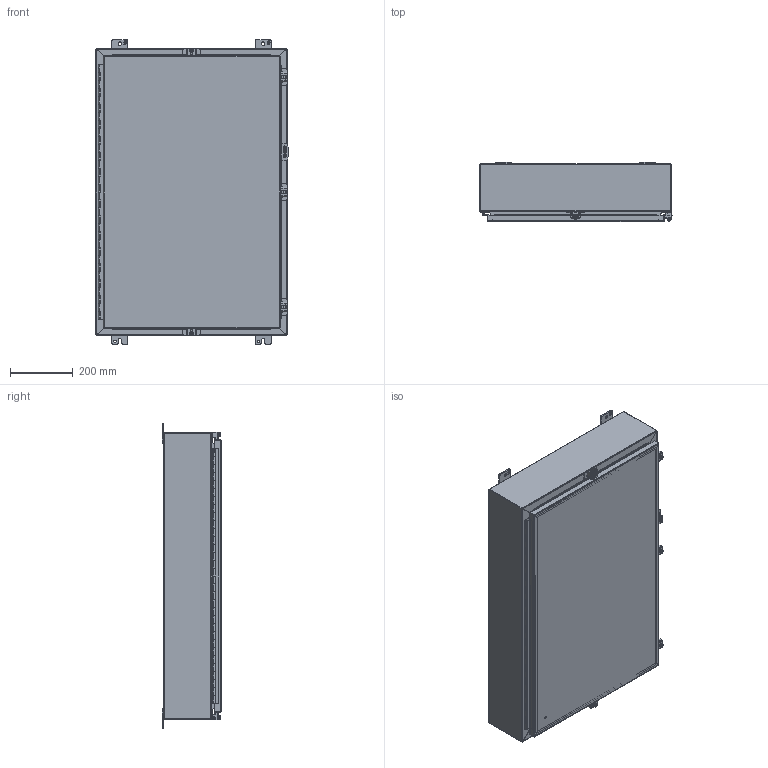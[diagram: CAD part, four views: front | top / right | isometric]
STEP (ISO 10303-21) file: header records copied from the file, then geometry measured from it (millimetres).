
FILE_DESCRIPTION (( 'STEP AP203' ), '1' );
FILE_NAME ('1418N4L6_Default.step', '2019-11-01T14:01:30', ( 'ADC123' ), ( 'Microsoft' ), 'SwSTEP 2.0', 'SolidWorks 2019', '' );
FILE_SCHEMA (( 'CONFIG_CONTROL_DESIGN' ));
Length unit declared in the file: inch
Products named in the file (1): 1418N4L6_Default
Bounding box: 612.8 x 188.9 x 971.55 mm (x, y, z)
Volume: 4706107 mm3; surface area: 4814318 mm2
Topology: 49 solids, 50 shells, 1726 faces, 4480 edges, 2900 vertices
Faces by surface type: plane 1017, cylinder 607, bspline 80, cone 22
Entity records: 55719 total; most frequent: CARTESIAN_POINT 13021, ORIENTED_EDGE 8952, DIRECTION 8754, EDGE_CURVE 4476, LINE 3076, VECTOR 3076, VERTEX_POINT 2900, AXIS2_PLACEMENT_3D 2839
